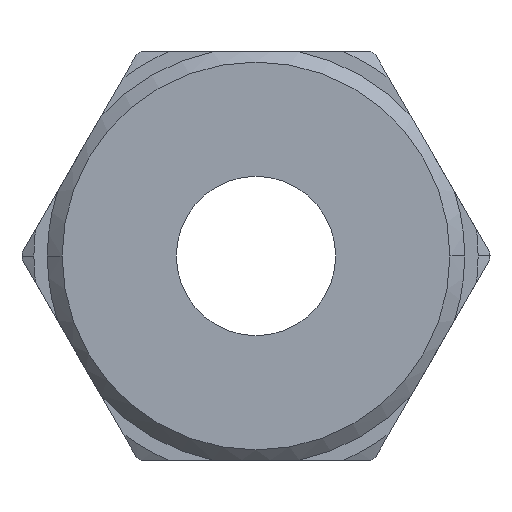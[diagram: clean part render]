
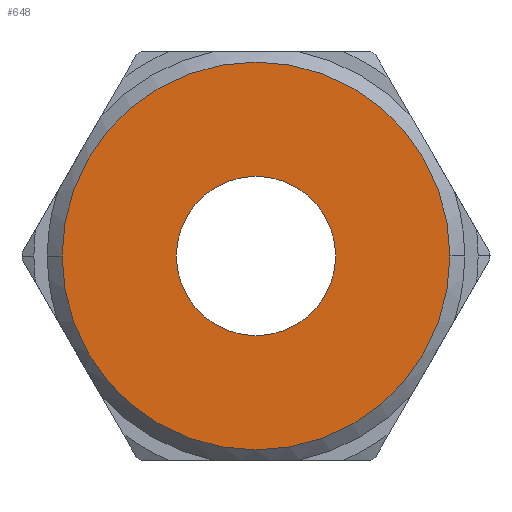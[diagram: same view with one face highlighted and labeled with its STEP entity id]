
A CAD part, left-side view. The second image highlights one B-rep face of the part: STEP entity #648.
In plain terms, the highlighted planar face has unit normal (-1, 0, 0).
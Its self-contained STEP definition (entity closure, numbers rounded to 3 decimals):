
#360 = EDGE_CURVE( '', #780, #498, #1013, .T. );
#430 = EDGE_CURVE( '', #498, #780, #1089, .T. );
#438 = EDGE_CURVE( '', #778, #952, #1098, .T. );
#498 = VERTEX_POINT( '', #1162 );
#648 = ADVANCED_FACE( '', ( #1329, #1330 ), #1331, .T. );
#686 = EDGE_CURVE( '', #952, #778, #1374, .T. );
#778 = VERTEX_POINT( '', #1473 );
#780 = VERTEX_POINT( '', #1475 );
#952 = VERTEX_POINT( '', #1666 );
#1013 = CIRCLE( '', #1723, 8. );
#1089 = CIRCLE( '', #1836, 8. );
#1098 = CIRCLE( '', #1848, 19.476 );
#1162 = CARTESIAN_POINT( '', ( 0., -8., 0. ) );
#1329 = FACE_BOUND( '', #2266, .T. );
#1330 = FACE_OUTER_BOUND( '', #2267, .T. );
#1331 = PLANE( '', #2268 );
#1374 = CIRCLE( '', #2332, 19.476 );
#1473 = CARTESIAN_POINT( '', ( 0., -19.476, 0. ) );
#1475 = CARTESIAN_POINT( '', ( 0., 8., 0. ) );
#1666 = CARTESIAN_POINT( '', ( 0., 19.476, 0. ) );
#1723 = AXIS2_PLACEMENT_3D( '', #2897, #2898, #2899 );
#1836 = AXIS2_PLACEMENT_3D( '', #2994, #2995, #2996 );
#1848 = AXIS2_PLACEMENT_3D( '', #3006, #3007, #3008 );
#2266 = EDGE_LOOP( '', ( #3272, #3273 ) );
#2267 = EDGE_LOOP( '', ( #3274, #3275 ) );
#2268 = AXIS2_PLACEMENT_3D( '', #3276, #3277, #3278 );
#2332 = AXIS2_PLACEMENT_3D( '', #3334, #3335, #3336 );
#2897 = CARTESIAN_POINT( '', ( 0., 0., 0. ) );
#2898 = DIRECTION( '', ( -1., 0., 0. ) );
#2899 = DIRECTION( '', ( 0., 1., 0. ) );
#2994 = CARTESIAN_POINT( '', ( 0., 0., 0. ) );
#2995 = DIRECTION( '', ( -1., 0., 0. ) );
#2996 = DIRECTION( '', ( 0., 1., 0. ) );
#3006 = CARTESIAN_POINT( '', ( 0., 0., 0. ) );
#3007 = DIRECTION( '', ( -1., 0., 0. ) );
#3008 = DIRECTION( '', ( 0., 1., 0. ) );
#3272 = ORIENTED_EDGE( '', *, *, #360, .F. );
#3273 = ORIENTED_EDGE( '', *, *, #430, .F. );
#3274 = ORIENTED_EDGE( '', *, *, #686, .T. );
#3275 = ORIENTED_EDGE( '', *, *, #438, .T. );
#3276 = CARTESIAN_POINT( '', ( 0., 13.738, 0. ) );
#3277 = DIRECTION( '', ( -1., 0., 0. ) );
#3278 = DIRECTION( '', ( 0., 1., 0. ) );
#3334 = CARTESIAN_POINT( '', ( 0., 0., 0. ) );
#3335 = DIRECTION( '', ( -1., 0., 0. ) );
#3336 = DIRECTION( '', ( 0., 1., 0. ) );
